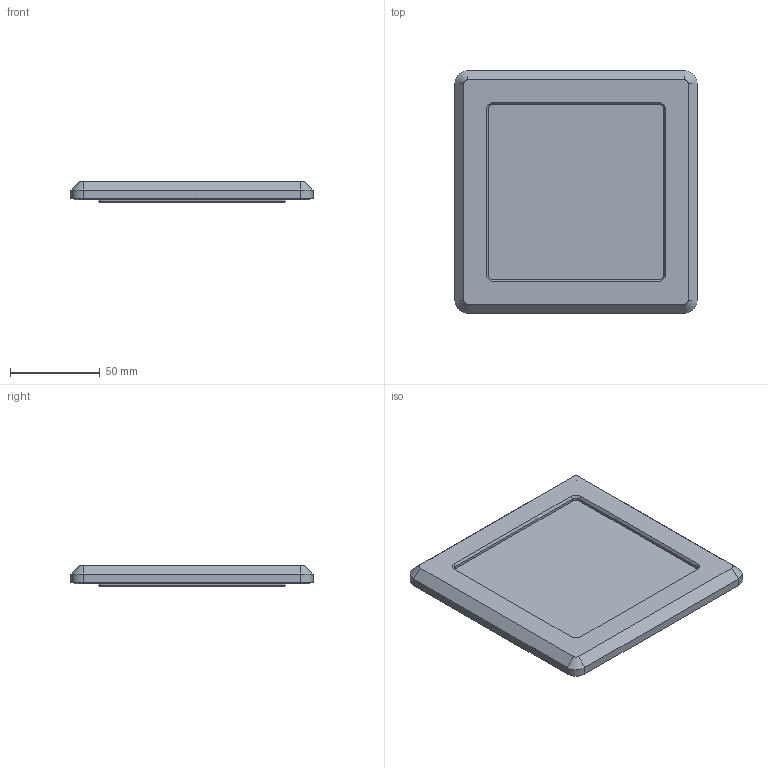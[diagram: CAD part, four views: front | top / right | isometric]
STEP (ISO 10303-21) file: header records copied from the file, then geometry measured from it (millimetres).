
FILE_DESCRIPTION (( 'STEP AP203' ), '1' );
FILE_NAME ('C-464-2.STEP', '2015-08-28T05:43:17', ( '' ), ( '' ), 'SwSTEP 2.0', 'SolidWorks 2012', '' );
FILE_SCHEMA (( 'CONFIG_CONTROL_DESIGN' ));
Length unit declared in the file: millimetre
Products named in the file (4): C-464-2_押えパッキン; C-464-2_窓; C-464-2_本体; C-464-2
Assembly tree (3 placements, depth 2):
  C-464-2
    C-464-2_本体
    C-464-2_窓
    C-464-2_押えパッキン
Bounding box: 135 x 135 x 12.1 mm (x, y, z)
Volume: 106417 mm3; surface area: 76496.7 mm2
Topology: 3 solids, 3 shells, 204 faces, 498 edges, 312 vertices
Faces by surface type: cylinder 94, plane 78, cone 16, torus 16
Entity records: 6396 total; most frequent: DIRECTION 1126, CARTESIAN_POINT 1012, ORIENTED_EDGE 980, EDGE_CURVE 490, AXIS2_PLACEMENT_3D 426, VERTEX_POINT 312, VECTOR 274, LINE 274
